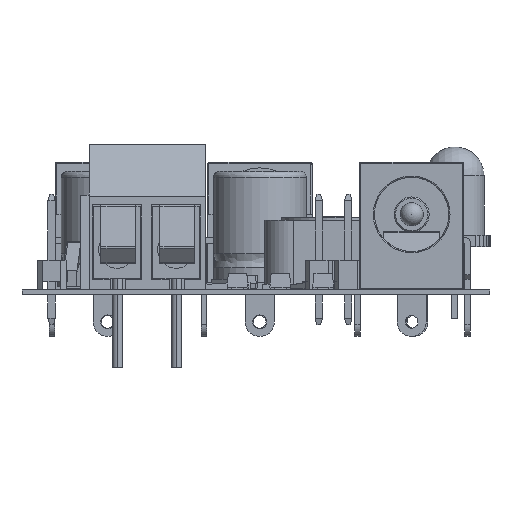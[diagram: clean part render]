
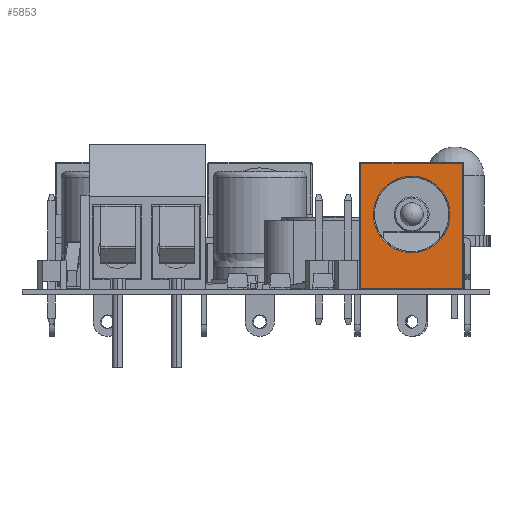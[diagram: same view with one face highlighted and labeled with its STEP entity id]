
A CAD part, left-side view. The second image highlights one B-rep face of the part: STEP entity #5853.
In plain terms, the highlighted face is planar.
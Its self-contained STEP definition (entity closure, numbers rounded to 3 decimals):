
#5814 = EDGE_CURVE('',#5815,#5815,#5817,.T.);
#5815 = VERTEX_POINT('',#5816);
#5816 = CARTESIAN_POINT('',(0.,0.,9.8));
#5817 = CIRCLE('',#5818,3.3);
#5818 = AXIS2_PLACEMENT_3D('',#5819,#5820,#5821);
#5819 = CARTESIAN_POINT('',(0.,0.,6.5));
#5820 = DIRECTION('',(0.,1.,0.));
#5821 = DIRECTION('',(-1.,0.,0.));
#5853 = ADVANCED_FACE('',(#5854,#5906),#5909,.T.);
#5854 = FACE_BOUND('',#5855,.T.);
#5855 = EDGE_LOOP('',(#5856,#5866,#5874,#5883,#5891,#5900));
#5856 = ORIENTED_EDGE('',*,*,#5857,.F.);
#5857 = EDGE_CURVE('',#5858,#5860,#5862,.T.);
#5858 = VERTEX_POINT('',#5859);
#5859 = CARTESIAN_POINT('',(-4.4,0.,0.1));
#5860 = VERTEX_POINT('',#5861);
#5861 = CARTESIAN_POINT('',(4.4,0.,0.1));
#5862 = LINE('',#5863,#5864);
#5863 = CARTESIAN_POINT('',(2.25,0.,0.1));
#5864 = VECTOR('',#5865,1.);
#5865 = DIRECTION('',(1.,0.,0.));
#5866 = ORIENTED_EDGE('',*,*,#5867,.F.);
#5867 = EDGE_CURVE('',#5868,#5858,#5870,.T.);
#5868 = VERTEX_POINT('',#5869);
#5869 = CARTESIAN_POINT('',(-4.4,0.,10.8));
#5870 = LINE('',#5871,#5872);
#5871 = CARTESIAN_POINT('',(-4.4,0.,0.));
#5872 = VECTOR('',#5873,1.);
#5873 = DIRECTION('',(0.,0.,-1.));
#5874 = ORIENTED_EDGE('',*,*,#5875,.F.);
#5875 = EDGE_CURVE('',#5876,#5868,#5878,.T.);
#5876 = VERTEX_POINT('',#5877);
#5877 = CARTESIAN_POINT('',(-4.3,0.,10.9));
#5878 = CIRCLE('',#5879,0.1);
#5879 = AXIS2_PLACEMENT_3D('',#5880,#5881,#5882);
#5880 = CARTESIAN_POINT('',(-4.3,0.,10.8));
#5881 = DIRECTION('',(0.,-1.,0.));
#5882 = DIRECTION('',(-0.707,0.,0.707));
#5883 = ORIENTED_EDGE('',*,*,#5884,.F.);
#5884 = EDGE_CURVE('',#5885,#5876,#5887,.T.);
#5885 = VERTEX_POINT('',#5886);
#5886 = CARTESIAN_POINT('',(4.3,0.,10.9));
#5887 = LINE('',#5888,#5889);
#5888 = CARTESIAN_POINT('',(2.25,0.,10.9));
#5889 = VECTOR('',#5890,1.);
#5890 = DIRECTION('',(-1.,0.,0.));
#5891 = ORIENTED_EDGE('',*,*,#5892,.F.);
#5892 = EDGE_CURVE('',#5893,#5885,#5895,.T.);
#5893 = VERTEX_POINT('',#5894);
#5894 = CARTESIAN_POINT('',(4.4,0.,10.8));
#5895 = CIRCLE('',#5896,0.1);
#5896 = AXIS2_PLACEMENT_3D('',#5897,#5898,#5899);
#5897 = CARTESIAN_POINT('',(4.3,0.,10.8));
#5898 = DIRECTION('',(0.,-1.,0.));
#5899 = DIRECTION('',(0.707,0.,0.707));
#5900 = ORIENTED_EDGE('',*,*,#5901,.F.);
#5901 = EDGE_CURVE('',#5860,#5893,#5902,.T.);
#5902 = LINE('',#5903,#5904);
#5903 = CARTESIAN_POINT('',(4.4,0.,0.));
#5904 = VECTOR('',#5905,1.);
#5905 = DIRECTION('',(0.,0.,1.));
#5906 = FACE_BOUND('',#5907,.T.);
#5907 = EDGE_LOOP('',(#5908));
#5908 = ORIENTED_EDGE('',*,*,#5814,.F.);
#5909 = PLANE('',#5910);
#5910 = AXIS2_PLACEMENT_3D('',#5911,#5912,#5913);
#5911 = CARTESIAN_POINT('',(4.5,0.,0.));
#5912 = DIRECTION('',(0.,1.,0.));
#5913 = DIRECTION('',(-1.,0.,0.));
